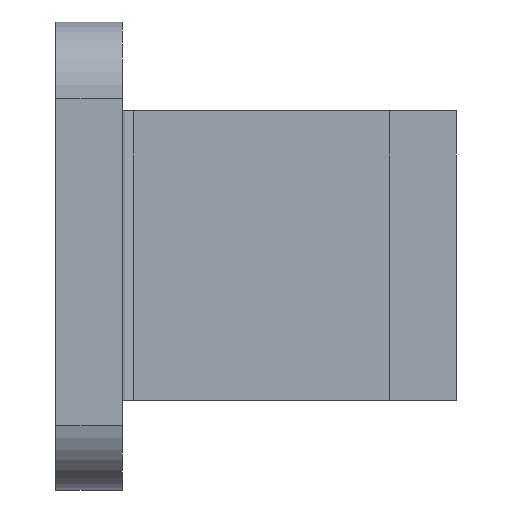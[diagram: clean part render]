
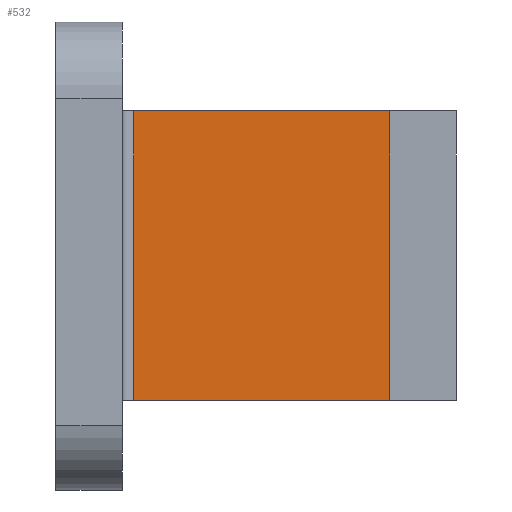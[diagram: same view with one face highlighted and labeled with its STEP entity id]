
A CAD part, front view. The second image highlights one B-rep face of the part: STEP entity #532.
In plain terms, the highlighted planar face has unit normal (0, -1, 0).
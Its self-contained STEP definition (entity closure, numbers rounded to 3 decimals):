
#83=FACE_OUTER_BOUND('',#118,.T.);
#118=EDGE_LOOP('',(#465,#466,#467,#468));
#136=LINE('',#814,#185);
#166=LINE('',#896,#215);
#168=LINE('',#902,#217);
#169=LINE('',#903,#218);
#185=VECTOR('',#661,10.);
#215=VECTOR('',#737,10.);
#217=VECTOR('',#743,10.);
#218=VECTOR('',#744,10.);
#238=VERTEX_POINT('',#812);
#239=VERTEX_POINT('',#813);
#268=VERTEX_POINT('',#894);
#270=VERTEX_POINT('',#901);
#296=EDGE_CURVE('',#238,#239,#136,.T.);
#337=EDGE_CURVE('',#268,#239,#166,.T.);
#340=EDGE_CURVE('',#270,#268,#168,.T.);
#341=EDGE_CURVE('',#270,#238,#169,.T.);
#465=ORIENTED_EDGE('',*,*,#296,.T.);
#466=ORIENTED_EDGE('',*,*,#337,.F.);
#467=ORIENTED_EDGE('',*,*,#340,.F.);
#468=ORIENTED_EDGE('',*,*,#341,.T.);
#508=PLANE('',#597);
#532=ADVANCED_FACE('',(#83),#508,.T.);
#597=AXIS2_PLACEMENT_3D('',#900,#741,#742);
#661=DIRECTION('',(0.,0.,1.));
#737=DIRECTION('',(1.,0.,0.));
#741=DIRECTION('center_axis',(0.,-1.,0.));
#742=DIRECTION('ref_axis',(1.,0.,0.));
#743=DIRECTION('',(0.,0.,1.));
#744=DIRECTION('',(1.,0.,0.));
#812=CARTESIAN_POINT('',(14.,6.,0.));
#813=CARTESIAN_POINT('',(14.,6.,13.));
#814=CARTESIAN_POINT('',(14.,6.,3.25));
#894=CARTESIAN_POINT('',(2.5,6.,13.));
#896=CARTESIAN_POINT('',(2.5,6.,13.));
#900=CARTESIAN_POINT('Origin',(2.5,6.,0.));
#901=CARTESIAN_POINT('',(2.5,6.,0.));
#902=CARTESIAN_POINT('',(2.5,6.,0.));
#903=CARTESIAN_POINT('',(2.5,6.,0.));
